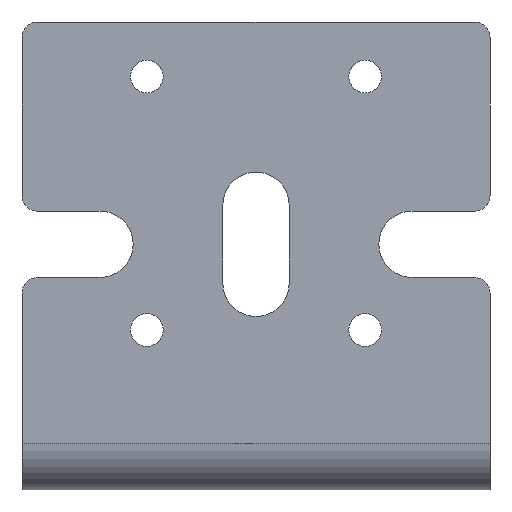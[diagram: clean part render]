
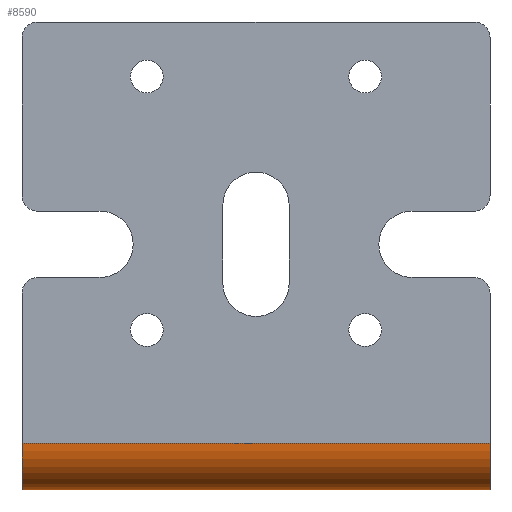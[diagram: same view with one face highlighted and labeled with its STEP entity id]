
A CAD part, left-side view. The second image highlights one B-rep face of the part: STEP entity #8590.
In plain terms, the highlighted cylindrical face has radius 6 mm (diameter 12 mm), a partial arc.
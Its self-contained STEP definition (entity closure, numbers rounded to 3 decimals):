
#1170=CARTESIAN_POINT('',(-3110.5,544.75,-3.5));
#1180=VERTEX_POINT('',#1170);
#1210=CARTESIAN_POINT('',(-3110.5,544.75,2.5));
#1220=DIRECTION('',(0.,-1.,0.));
#1230=DIRECTION('',(-1.,0.,0.));
#1240=AXIS2_PLACEMENT_3D('',#1210,#1220,#1230);
#1250=CIRCLE('',#1240,6.);
#1260=CARTESIAN_POINT('',(-3116.5,544.75,2.5));
#1270=VERTEX_POINT('',#1260);
#1280=EDGE_CURVE('',#1270,#1180,#1250,.T.);
#8280=CARTESIAN_POINT('',(-3110.5,599.75,2.5));
#8290=DIRECTION('',(0.,1.,0.));
#8300=DIRECTION('',(0.,0.,-1.));
#8310=AXIS2_PLACEMENT_3D('',#8280,#8290,#8300);
#8320=CYLINDRICAL_SURFACE('',#8310,6.);
#8330=CARTESIAN_POINT('',(-3110.5,604.75,2.5));
#8340=DIRECTION('',(0.,-1.,0.));
#8350=DIRECTION('',(-1.,0.,0.));
#8360=AXIS2_PLACEMENT_3D('',#8330,#8340,#8350);
#8370=CIRCLE('',#8360,6.);
#8380=CARTESIAN_POINT('',(-3116.5,604.75,2.5));
#8390=VERTEX_POINT('',#8380);
#8400=CARTESIAN_POINT('',(-3110.5,604.75,-3.5));
#8410=VERTEX_POINT('',#8400);
#8420=EDGE_CURVE('',#8390,#8410,#8370,.T.);
#8430=ORIENTED_EDGE('',*,*,#8420,.T.);
#8440=CARTESIAN_POINT('',(-3116.5,574.75,2.5));
#8450=DIRECTION('',(0.,1.,0.));
#8460=VECTOR('',#8450,1.);
#8470=LINE('',#8440,#8460);
#8480=EDGE_CURVE('',#1270,#8390,#8470,.T.);
#8490=ORIENTED_EDGE('',*,*,#8480,.T.);
#8500=ORIENTED_EDGE('',*,*,#1280,.F.);
#8510=CARTESIAN_POINT('',(-3110.5,574.75,-3.5));
#8520=DIRECTION('',(0.,-1.,0.));
#8530=VECTOR('',#8520,1.);
#8540=LINE('',#8510,#8530);
#8550=EDGE_CURVE('',#8410,#1180,#8540,.T.);
#8560=ORIENTED_EDGE('',*,*,#8550,.T.);
#8570=EDGE_LOOP('',(#8560,#8500,#8490,#8430));
#8580=FACE_OUTER_BOUND('',#8570,.T.);
#8590=ADVANCED_FACE('',(#8580),#8320,.T.);
